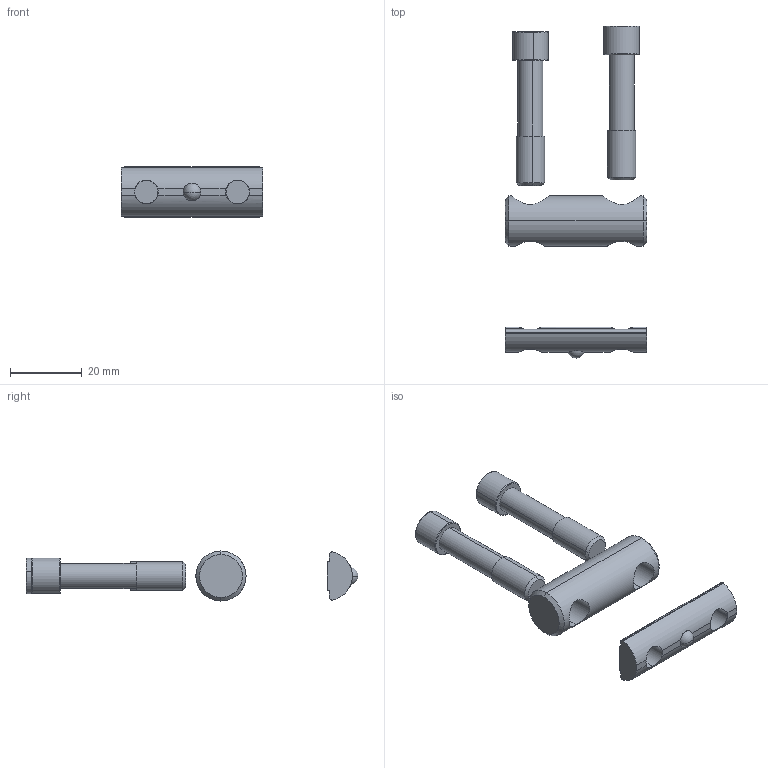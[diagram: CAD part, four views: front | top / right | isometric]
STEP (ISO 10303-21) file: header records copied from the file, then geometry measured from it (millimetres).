
FILE_DESCRIPTION (( 'STEP AP214' ), '1' );
FILE_NAME ('282311800_c_1.STEP', '2022-10-03T20:01:24', ( '' ), ( '' ), 'SwSTEP 2.0', 'SolidWorks 2020', '' );
FILE_SCHEMA (( 'AUTOMOTIVE_DESIGN' ));
Length unit declared in the file: inch
Products named in the file (1): 282311800_c_1
Bounding box: 39.5 x 92.77 x 14 mm (x, y, z)
Volume: 10851.2 mm3; surface area: 6663.4 mm2
Topology: 4 solids, 4 shells, 110 faces, 272 edges, 175 vertices
Faces by surface type: cylinder 45, plane 42, cone 13, torus 8, sphere 2
Entity records: 4425 total; most frequent: CARTESIAN_POINT 1724, DIRECTION 554, ORIENTED_EDGE 538, EDGE_CURVE 269, AXIS2_PLACEMENT_3D 216, VERTEX_POINT 174, EDGE_LOOP 125, LINE 122
